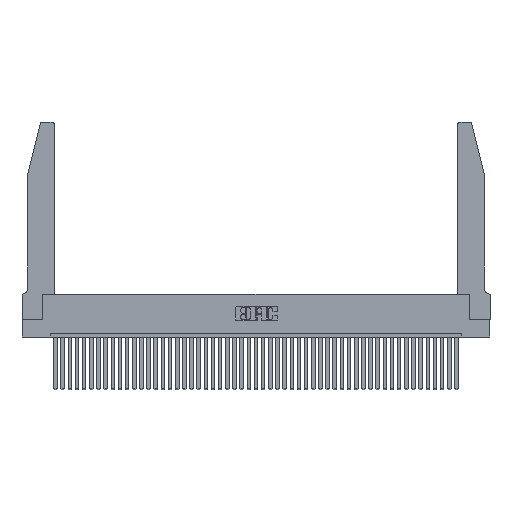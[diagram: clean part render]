
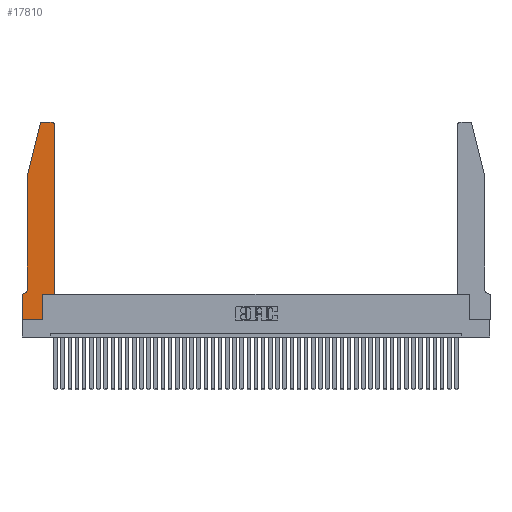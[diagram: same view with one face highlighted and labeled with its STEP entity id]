
A CAD part, top view. The second image highlights one B-rep face of the part: STEP entity #17810.
In plain terms, the highlighted planar face has unit normal (0, 0, 1).
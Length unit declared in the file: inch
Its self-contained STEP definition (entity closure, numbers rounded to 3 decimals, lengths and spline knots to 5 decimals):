
#524 = CARTESIAN_POINT ( 'NONE',  ( 0.0755, 0.42, 0.37 ) ) ;
#1195 = VERTEX_POINT ( 'NONE', #1878 ) ;
#1666 = CARTESIAN_POINT ( 'NONE',  ( 0.4505, 0.35, 0.37 ) ) ;
#1878 = CARTESIAN_POINT ( 'NONE',  ( 0.284, 2.75, 0.37 ) ) ;
#2527 = CARTESIAN_POINT ( 'NONE',  ( 0.2865, 0., 0.37 ) ) ;
#2566 = CARTESIAN_POINT ( 'NONE',  ( 0.0755, 2., 0.37 ) ) ;
#3205 = ORIENTED_EDGE ( 'NONE', *, *, #26977, .T. ) ;
#4132 = ORIENTED_EDGE ( 'NONE', *, *, #31262, .T. ) ;
#6146 = AXIS2_PLACEMENT_3D ( 'NONE', #17012, #31284, #11127 ) ;
#6285 = CARTESIAN_POINT ( 'NONE',  ( 0.0755, 2., 0.37 ) ) ;
#6384 = DIRECTION ( 'NONE',  ( -1., 0., 0. ) ) ;
#6615 = VECTOR ( 'NONE', #31803, 39.37008 ) ;
#7653 = DIRECTION ( 'NONE',  ( -1., 0., 0. ) ) ;
#7924 = EDGE_CURVE ( 'NONE', #1195, #25898, #41895, .T. ) ;
#8149 = ORIENTED_EDGE ( 'NONE', *, *, #35405, .T. ) ;
#8537 = VERTEX_POINT ( 'NONE', #32473 ) ;
#8541 = LINE ( 'NONE', #43627, #10721 ) ;
#8566 = DIRECTION ( 'NONE',  ( 0., 0., 1. ) ) ;
#9977 = DIRECTION ( 'NONE',  ( -0.239, -0.971, 0. ) ) ;
#10721 = VECTOR ( 'NONE', #12149, 39.37008 ) ;
#10835 = VERTEX_POINT ( 'NONE', #11788 ) ;
#11127 = DIRECTION ( 'NONE',  ( 1., 0., 0. ) ) ;
#11135 = VERTEX_POINT ( 'NONE', #24582 ) ;
#11464 = ORIENTED_EDGE ( 'NONE', *, *, #44625, .T. ) ;
#11788 = CARTESIAN_POINT ( 'NONE',  ( 0., 0.35, 0.37 ) ) ;
#11892 = VERTEX_POINT ( 'NONE', #22885 ) ;
#12149 = DIRECTION ( 'NONE',  ( 0., 1., 0. ) ) ;
#13416 = CARTESIAN_POINT ( 'NONE',  ( 0.0755, 0.35, 0.37 ) ) ;
#13829 = LINE ( 'NONE', #13416, #44067 ) ;
#14370 = EDGE_LOOP ( 'NONE', ( #36177, #40529, #11464, #40500, #14518, #8149, #38765, #3205, #23835, #4132, #15988, #40178 ) ) ;
#14518 = ORIENTED_EDGE ( 'NONE', *, *, #45223, .T. ) ;
#14657 = AXIS2_PLACEMENT_3D ( 'NONE', #15656, #8566, #40035 ) ;
#15107 = DIRECTION ( 'NONE',  ( 0., -1., 0. ) ) ;
#15656 = CARTESIAN_POINT ( 'NONE',  ( 0.4205, 2.72, 0.37 ) ) ;
#15940 = CIRCLE ( 'NONE', #24483, 0.07 ) ;
#15988 = ORIENTED_EDGE ( 'NONE', *, *, #17793, .T. ) ;
#16216 = DIRECTION ( 'NONE',  ( 0., -1., 0. ) ) ;
#17012 = CARTESIAN_POINT ( 'NONE',  ( 0.284, 2.72, 0.37 ) ) ;
#17190 = CIRCLE ( 'NONE', #14657, 0.03 ) ;
#17793 = EDGE_CURVE ( 'NONE', #17837, #29123, #8541, .T. ) ;
#17810 = ADVANCED_FACE ( 'NONE', ( #26698 ), #44090, .T. ) ;
#17837 = VERTEX_POINT ( 'NONE', #19100 ) ;
#17982 = EDGE_CURVE ( 'NONE', #43158, #26336, #34931, .T. ) ;
#18296 = CARTESIAN_POINT ( 'NONE',  ( 0., 0.35, 0.37 ) ) ;
#18849 = DIRECTION ( 'NONE',  ( 1., 0., 0. ) ) ;
#19100 = CARTESIAN_POINT ( 'NONE',  ( 0.4505, 0.35, 0.37 ) ) ;
#20241 = CARTESIAN_POINT ( 'NONE',  ( 0.2865, 0.35, 0.37 ) ) ;
#20558 = EDGE_CURVE ( 'NONE', #27756, #11892, #45399, .T. ) ;
#20582 = DIRECTION ( 'NONE',  ( -1., 0., 0. ) ) ;
#21083 = LINE ( 'NONE', #38961, #22683 ) ;
#22231 = CARTESIAN_POINT ( 'NONE',  ( 0.0755, 2., 0.37 ) ) ;
#22683 = VECTOR ( 'NONE', #7653, 39.37008 ) ;
#22885 = CARTESIAN_POINT ( 'NONE',  ( 0.2865, 0.35, 0.37 ) ) ;
#23192 = EDGE_CURVE ( 'NONE', #11135, #1195, #21083, .T. ) ;
#23224 = VECTOR ( 'NONE', #18849, 39.37008 ) ;
#23578 = LINE ( 'NONE', #40603, #39448 ) ;
#23835 = ORIENTED_EDGE ( 'NONE', *, *, #20558, .T. ) ;
#24046 = CARTESIAN_POINT ( 'NONE',  ( 0.0055, 0.42, 0.37 ) ) ;
#24345 = DIRECTION ( 'NONE',  ( 0., 0., -1. ) ) ;
#24483 = AXIS2_PLACEMENT_3D ( 'NONE', #24046, #24345, #20582 ) ;
#24582 = CARTESIAN_POINT ( 'NONE',  ( 0.4205, 2.75, 0.37 ) ) ;
#25265 = LINE ( 'NONE', #32413, #6615 ) ;
#25358 = LINE ( 'NONE', #1666, #23224 ) ;
#25898 = VERTEX_POINT ( 'NONE', #30554 ) ;
#26116 = VECTOR ( 'NONE', #15107, 39.37008 ) ;
#26149 = DIRECTION ( 'NONE',  ( 0., 0., 1. ) ) ;
#26336 = VERTEX_POINT ( 'NONE', #524 ) ;
#26698 = FACE_OUTER_BOUND ( 'NONE', #14370, .T. ) ;
#26977 = EDGE_CURVE ( 'NONE', #30591, #27756, #25265, .T. ) ;
#27756 = VERTEX_POINT ( 'NONE', #2527 ) ;
#28026 = CARTESIAN_POINT ( 'NONE',  ( 0.4505, 2.72, 0.37 ) ) ;
#29123 = VERTEX_POINT ( 'NONE', #28026 ) ;
#30554 = CARTESIAN_POINT ( 'NONE',  ( 0.25487, 2.72718, 0.37 ) ) ;
#30591 = VERTEX_POINT ( 'NONE', #39547 ) ;
#31262 = EDGE_CURVE ( 'NONE', #11892, #17837, #25358, .T. ) ;
#31284 = DIRECTION ( 'NONE',  ( 0., 0., 1. ) ) ;
#31769 = AXIS2_PLACEMENT_3D ( 'NONE', #18296, #26149, #40384 ) ;
#31803 = DIRECTION ( 'NONE',  ( 1., 0., 0. ) ) ;
#31828 = VECTOR ( 'NONE', #9977, 39.37008 ) ;
#32413 = CARTESIAN_POINT ( 'NONE',  ( 0., 0., 0.37 ) ) ;
#32473 = CARTESIAN_POINT ( 'NONE',  ( 0.0055, 0.35, 0.37 ) ) ;
#34931 = LINE ( 'NONE', #2566, #26116 ) ;
#35405 = EDGE_CURVE ( 'NONE', #8537, #10835, #13829, .T. ) ;
#36177 = ORIENTED_EDGE ( 'NONE', *, *, #23192, .T. ) ;
#36800 = LINE ( 'NONE', #6285, #31828 ) ;
#37045 = EDGE_CURVE ( 'NONE', #10835, #30591, #23578, .T. ) ;
#37256 = DIRECTION ( 'NONE',  ( 0., 1., 0. ) ) ;
#38765 = ORIENTED_EDGE ( 'NONE', *, *, #37045, .T. ) ;
#38961 = CARTESIAN_POINT ( 'NONE',  ( 0.2605, 2.75, 0.37 ) ) ;
#39448 = VECTOR ( 'NONE', #16216, 39.37008 ) ;
#39547 = CARTESIAN_POINT ( 'NONE',  ( 0., 0., 0.37 ) ) ;
#40035 = DIRECTION ( 'NONE',  ( 1., 0., 0. ) ) ;
#40178 = ORIENTED_EDGE ( 'NONE', *, *, #40749, .T. ) ;
#40384 = DIRECTION ( 'NONE',  ( 1., 0., 0. ) ) ;
#40500 = ORIENTED_EDGE ( 'NONE', *, *, #17982, .T. ) ;
#40529 = ORIENTED_EDGE ( 'NONE', *, *, #7924, .T. ) ;
#40603 = CARTESIAN_POINT ( 'NONE',  ( 0., 0., 0.37 ) ) ;
#40749 = EDGE_CURVE ( 'NONE', #29123, #11135, #17190, .T. ) ;
#41895 = CIRCLE ( 'NONE', #6146, 0.03 ) ;
#43158 = VERTEX_POINT ( 'NONE', #22231 ) ;
#43627 = CARTESIAN_POINT ( 'NONE',  ( 0.4505, 0.35, 0.37 ) ) ;
#44067 = VECTOR ( 'NONE', #6384, 39.37008 ) ;
#44090 = PLANE ( 'NONE',  #31769 ) ;
#44378 = VECTOR ( 'NONE', #37256, 39.37008 ) ;
#44625 = EDGE_CURVE ( 'NONE', #25898, #43158, #36800, .T. ) ;
#45223 = EDGE_CURVE ( 'NONE', #26336, #8537, #15940, .T. ) ;
#45399 = LINE ( 'NONE', #20241, #44378 ) ;
